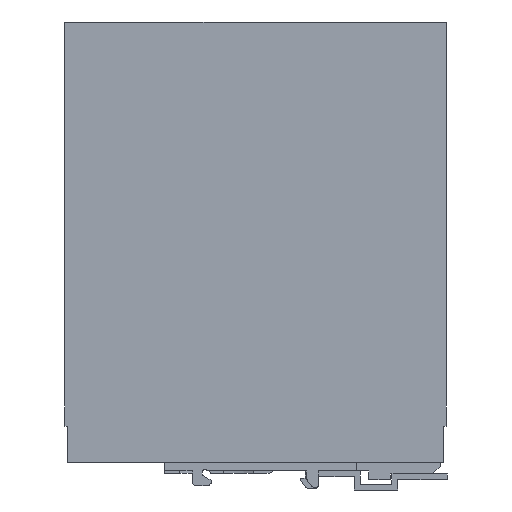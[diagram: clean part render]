
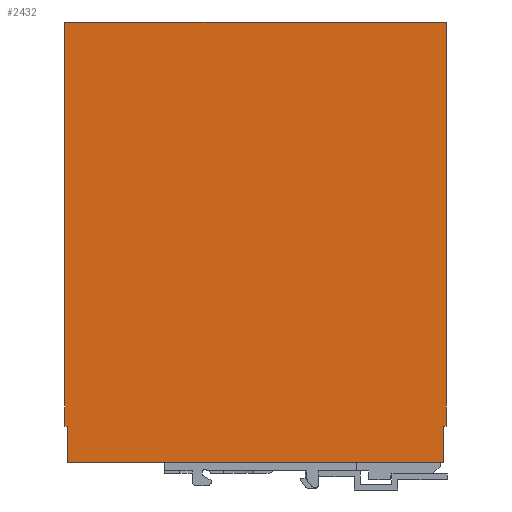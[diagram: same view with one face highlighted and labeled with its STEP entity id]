
A CAD part, left-side view. The second image highlights one B-rep face of the part: STEP entity #2432.
In plain terms, the highlighted planar face has unit normal (-1, 0, 0).
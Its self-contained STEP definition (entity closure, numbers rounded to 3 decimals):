
#2382=AXIS2_PLACEMENT_3D('Plane Axis2P3D',#2379,#2380,#2381) ;
#2024=CARTESIAN_POINT('Vertex',(0.,1.3,21.8)) ;
#2101=CARTESIAN_POINT('Vertex',(0.,0.3,21.8)) ;
#2104=CARTESIAN_POINT('Line Origine',(0.,0.8,21.8)) ;
#2220=CARTESIAN_POINT('Line Origine',(0.,129.8,21.8)) ;
#2224=CARTESIAN_POINT('Vertex',(0.,130.3,21.8)) ;
#2226=CARTESIAN_POINT('Vertex',(0.,129.3,21.8)) ;
#2379=CARTESIAN_POINT('Axis2P3D Location',(0.,65.3,84.5)) ;
#2384=CARTESIAN_POINT('Line Origine',(0.,65.3,159.4)) ;
#2388=CARTESIAN_POINT('Vertex',(0.,130.3,159.4)) ;
#2390=CARTESIAN_POINT('Vertex',(0.,0.3,159.4)) ;
#2393=CARTESIAN_POINT('Line Origine',(0.,130.3,90.6)) ;
#2398=CARTESIAN_POINT('Line Origine',(0.,129.3,15.65)) ;
#2402=CARTESIAN_POINT('Vertex',(0.,129.3,9.5)) ;
#2405=CARTESIAN_POINT('Line Origine',(0.,65.3,9.5)) ;
#2409=CARTESIAN_POINT('Vertex',(0.,1.3,9.5)) ;
#2412=CARTESIAN_POINT('Line Origine',(0.,1.3,15.65)) ;
#2417=CARTESIAN_POINT('Line Origine',(0.,0.3,90.6)) ;
#2105=DIRECTION('Vector Direction',(0.,1.,0.)) ;
#2221=DIRECTION('Vector Direction',(0.,-1.,0.)) ;
#2380=DIRECTION('Axis2P3D Direction',(1.,0.,0.)) ;
#2381=DIRECTION('Axis2P3D XDirection',(0.,1.,0.)) ;
#2385=DIRECTION('Vector Direction',(0.,-1.,0.)) ;
#2394=DIRECTION('Vector Direction',(0.,0.,1.)) ;
#2399=DIRECTION('Vector Direction',(0.,0.,1.)) ;
#2406=DIRECTION('Vector Direction',(0.,-1.,0.)) ;
#2413=DIRECTION('Vector Direction',(0.,0.,1.)) ;
#2418=DIRECTION('Vector Direction',(0.,0.,-1.)) ;
#2106=VECTOR('Line Direction',#2105,1.) ;
#2222=VECTOR('Line Direction',#2221,1.) ;
#2386=VECTOR('Line Direction',#2385,1.) ;
#2395=VECTOR('Line Direction',#2394,1.) ;
#2400=VECTOR('Line Direction',#2399,1.) ;
#2407=VECTOR('Line Direction',#2406,1.) ;
#2414=VECTOR('Line Direction',#2413,1.) ;
#2419=VECTOR('Line Direction',#2418,1.) ;
#2423=ORIENTED_EDGE('',*,*,#2392,.F.) ;
#2424=ORIENTED_EDGE('',*,*,#2397,.F.) ;
#2425=ORIENTED_EDGE('',*,*,#2228,.T.) ;
#2426=ORIENTED_EDGE('',*,*,#2404,.F.) ;
#2427=ORIENTED_EDGE('',*,*,#2411,.F.) ;
#2428=ORIENTED_EDGE('',*,*,#2416,.T.) ;
#2429=ORIENTED_EDGE('',*,*,#2108,.F.) ;
#2430=ORIENTED_EDGE('',*,*,#2421,.F.) ;
#2432=ADVANCED_FACE('GEHAEUSE',(#2431),#2383,.F.) ;
#2108=EDGE_CURVE('',#2102,#2025,#2107,.T.) ;
#2228=EDGE_CURVE('',#2225,#2227,#2223,.T.) ;
#2392=EDGE_CURVE('',#2389,#2391,#2387,.T.) ;
#2397=EDGE_CURVE('',#2225,#2389,#2396,.T.) ;
#2404=EDGE_CURVE('',#2403,#2227,#2401,.T.) ;
#2411=EDGE_CURVE('',#2410,#2403,#2408,.F.) ;
#2416=EDGE_CURVE('',#2410,#2025,#2415,.T.) ;
#2421=EDGE_CURVE('',#2391,#2102,#2420,.T.) ;
#2422=EDGE_LOOP('',(#2423,#2424,#2425,#2426,#2427,#2428,#2429,#2430)) ;
#2431=FACE_OUTER_BOUND('',#2422,.T.) ;
#2107=LINE('Line',#2104,#2106) ;
#2223=LINE('Line',#2220,#2222) ;
#2387=LINE('Line',#2384,#2386) ;
#2396=LINE('Line',#2393,#2395) ;
#2401=LINE('Line',#2398,#2400) ;
#2408=LINE('Line',#2405,#2407) ;
#2415=LINE('Line',#2412,#2414) ;
#2420=LINE('Line',#2417,#2419) ;
#2383=PLANE('',#2382) ;
#2025=VERTEX_POINT('',#2024) ;
#2102=VERTEX_POINT('',#2101) ;
#2225=VERTEX_POINT('',#2224) ;
#2227=VERTEX_POINT('',#2226) ;
#2389=VERTEX_POINT('',#2388) ;
#2391=VERTEX_POINT('',#2390) ;
#2403=VERTEX_POINT('',#2402) ;
#2410=VERTEX_POINT('',#2409) ;
